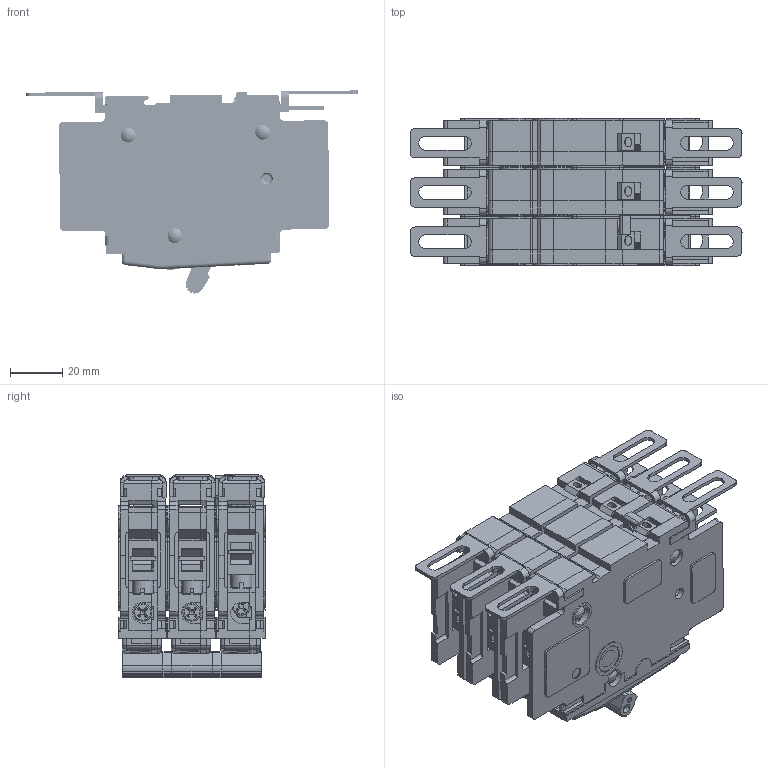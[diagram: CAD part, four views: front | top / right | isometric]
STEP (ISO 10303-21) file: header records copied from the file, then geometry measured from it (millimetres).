
FILE_DESCRIPTION((''),'2;1');
FILE_NAME('ASM0001_ASM','2022-06-15T14:30:48',('pc'),(''),'CREO PARAMETRIC BY PTC INC, 2018100','CREO PARAMETRIC BY PTC INC, 2018100','');
FILE_SCHEMA(('CONFIG_CONTROL_DESIGN'));
Products named in the file (28): 0; 00; 2000; 10A00; _AF10_ASM; _A; 1P00; 000; 1P000; 3000; 0006; M3-50001; 30A_A_ASM; 1P_AF_ASM; _AF20_ASM; _AF30_ASM; ASM0001_ASM
Assembly tree (71 placements, depth 4):
  ASM0001_ASM
    1P_AF_ASM
      0
      00
      _AF10_ASM
        2000
        10A00
      00  x2
      00
      _A
      1P00  x3
      1P00
      000
      1P000  x2
      30A_A_ASM
        3000
        0006
        M3-50001
        000
      000
    1P_AF_ASM
      0
      00
      _AF20_ASM
        2000
        10A00
      00  x2
      00
      _A
      1P00  x3
      1P00
      000
      1P000  x2
      30A_A_ASM
        3000
        0006
        M3-50001
        000
      000
    1P_AF_ASM
      0
      00
      _AF30_ASM
        2000
        10A00
      00  x2
      00
      _A
      1P00  x3
      1P00
      000
      1P000  x2
      30A_A_ASM
        3000
        0006
        M3-50001
        000
      000
    00  x2
Bounding box: 126.81 x 56.4 x 77.57 mm (x, y, z)
Volume: 164308.7 mm3; surface area: 147607.2 mm2
Topology: 65 solids, 71 shells, 6739 faces, 18348 edges, 11957 vertices
Faces by surface type: plane 4721, cylinder 977, extrusion 612, bspline 285, torus 60, sphere 48, cone 36
Entity records: 86552 total; most frequent: CARTESIAN_POINT 30644, ORIENTED_EDGE 12000, DIRECTION 10397, EDGE_CURVE 6002, VECTOR 4835, LINE 4631, VERTEX_POINT 3927, AXIS2_PLACEMENT_3D 2781
